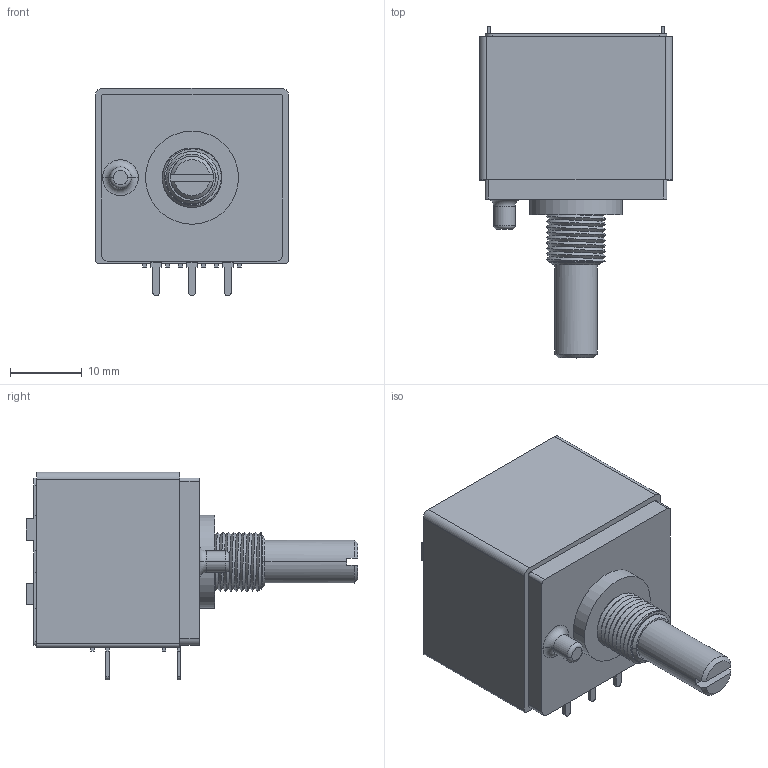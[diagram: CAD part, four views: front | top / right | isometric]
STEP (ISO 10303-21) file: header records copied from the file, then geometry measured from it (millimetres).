
FILE_DESCRIPTION (( 'STEP AP214' ), '1' );
FILE_NAME ('RK27112A00AK.STEP', '2012-06-20T01:56:42', ( '' ), ( '' ), 'SwSTEP 2.0', 'SolidWorks 2010', '' );
FILE_SCHEMA (( 'AUTOMOTIVE_DESIGN' ));
Length unit declared in the file: millimetre
Products named in the file (1): RK27112A00AK
Bounding box: 27 x 46.4 x 29 mm (x, y, z)
Volume: 16096.8 mm3; surface area: 4379.5 mm2
Topology: 1 solids, 1 shells, 204 faces, 538 edges, 357 vertices
Faces by surface type: plane 159, cylinder 35, cone 4, torus 4, bspline 2
Entity records: 9623 total; most frequent: CARTESIAN_POINT 2230, ORIENTED_EDGE 1076, DIRECTION 1019, EDGE_CURVE 538, VECTOR 441, LINE 441, VERTEX_POINT 357, AXIS2_PLACEMENT_3D 289
